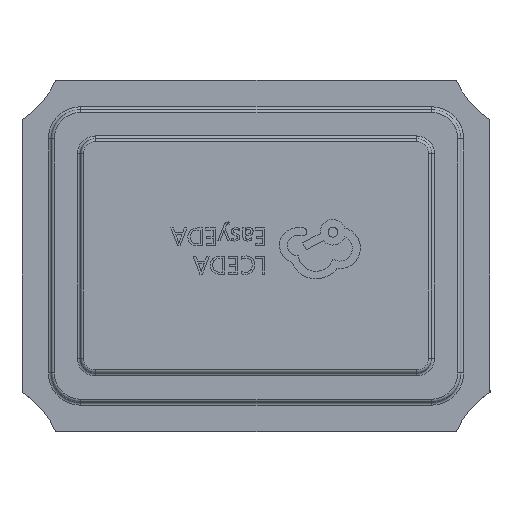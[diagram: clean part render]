
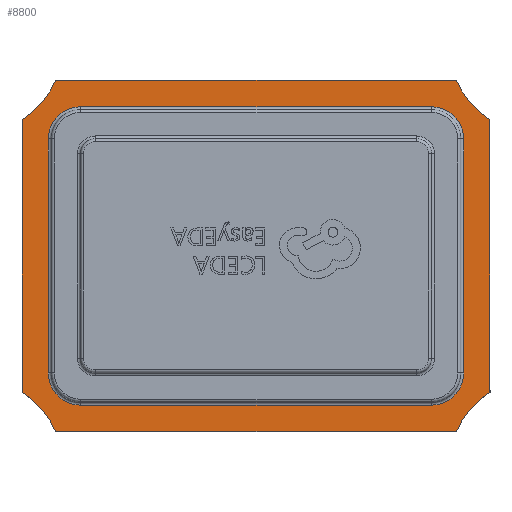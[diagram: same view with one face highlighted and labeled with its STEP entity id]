
A CAD part, top view. The second image highlights one B-rep face of the part: STEP entity #8800.
In plain terms, the highlighted planar face has unit normal (0, 0, 1).
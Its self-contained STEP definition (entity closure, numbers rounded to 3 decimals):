
#67 = AXIS2_PLACEMENT_3D ( 'NONE', #10648, #2070, #10738 ) ;
#213 = AXIS2_PLACEMENT_3D ( 'NONE', #11951, #3352, #14991 ) ;
#226 = VERTEX_POINT ( 'NONE', #9883 ) ;
#430 = CARTESIAN_POINT ( 'NONE',  ( 0., 0.51, 0. ) ) ;
#628 = FACE_BOUND ( 'NONE', #13608, .T. ) ;
#714 = VECTOR ( 'NONE', #11660, 1000. ) ;
#780 = CARTESIAN_POINT ( 'NONE',  ( -0.8, 0.6, 0. ) ) ;
#800 = ORIENTED_EDGE ( 'NONE', *, *, #10729, .T. ) ;
#877 = ORIENTED_EDGE ( 'NONE', *, *, #11781, .T. ) ;
#1147 = CARTESIAN_POINT ( 'NONE',  ( -0.71, -0.4, 0. ) ) ;
#1249 = VECTOR ( 'NONE', #9913, 1000. ) ;
#1259 = VECTOR ( 'NONE', #4140, 1000. ) ;
#1264 = AXIS2_PLACEMENT_3D ( 'NONE', #4836, #2176, #13816 ) ;
#1852 = DIRECTION ( 'NONE',  ( 1., 0., 0. ) ) ;
#1971 = ORIENTED_EDGE ( 'NONE', *, *, #5203, .T. ) ;
#2070 = DIRECTION ( 'NONE',  ( 0., 0., -1. ) ) ;
#2176 = DIRECTION ( 'NONE',  ( 0., 0., 1. ) ) ;
#2600 = CIRCLE ( 'NONE', #15595, 0.3 ) ;
#3277 = ORIENTED_EDGE ( 'NONE', *, *, #15204, .T. ) ;
#3352 = DIRECTION ( 'NONE',  ( 0., 0., 1. ) ) ;
#3395 = ORIENTED_EDGE ( 'NONE', *, *, #5148, .T. ) ;
#3427 = ORIENTED_EDGE ( 'NONE', *, *, #15413, .F. ) ;
#3550 = EDGE_CURVE ( 'NONE', #9085, #18547, #16222, .T. ) ;
#3646 = PLANE ( 'NONE',  #13962 ) ;
#4115 = CARTESIAN_POINT ( 'NONE',  ( 0.8, -0.466, 0. ) ) ;
#4140 = DIRECTION ( 'NONE',  ( -1., 0., 0. ) ) ;
#4424 = DIRECTION ( 'NONE',  ( 1., 0., 0. ) ) ;
#4520 = ORIENTED_EDGE ( 'NONE', *, *, #3550, .F. ) ;
#4539 = LINE ( 'NONE', #10276, #18574 ) ;
#4600 = CARTESIAN_POINT ( 'NONE',  ( -0.685, 0.6, 0. ) ) ;
#4836 = CARTESIAN_POINT ( 'NONE',  ( 0.96, -0.72, 0. ) ) ;
#4906 = CIRCLE ( 'NONE', #67, 0.11 ) ;
#4915 = ORIENTED_EDGE ( 'NONE', *, *, #17851, .T. ) ;
#5148 = EDGE_CURVE ( 'NONE', #11945, #9290, #11588, .T. ) ;
#5169 = DIRECTION ( 'NONE',  ( 0., 0., 1. ) ) ;
#5203 = EDGE_CURVE ( 'NONE', #226, #13343, #18087, .T. ) ;
#5277 = AXIS2_PLACEMENT_3D ( 'NONE', #13171, #7081, #18635 ) ;
#5280 = DIRECTION ( 'NONE',  ( 0., 0., -1. ) ) ;
#5971 = CARTESIAN_POINT ( 'NONE',  ( -0.8, 0.6, 0. ) ) ;
#6272 = ORIENTED_EDGE ( 'NONE', *, *, #9279, .T. ) ;
#6468 = LINE ( 'NONE', #8341, #18275 ) ;
#6788 = VERTEX_POINT ( 'NONE', #14806 ) ;
#7081 = DIRECTION ( 'NONE',  ( 0., 0., 1. ) ) ;
#7091 = ORIENTED_EDGE ( 'NONE', *, *, #11475, .T. ) ;
#7151 = EDGE_LOOP ( 'NONE', ( #4520, #6272, #7753, #3395, #3427, #3277, #13560, #7183 ) ) ;
#7183 = ORIENTED_EDGE ( 'NONE', *, *, #13262, .T. ) ;
#7753 = ORIENTED_EDGE ( 'NONE', *, *, #9844, .F. ) ;
#7914 = DIRECTION ( 'NONE',  ( 0., 0., -1. ) ) ;
#8341 = CARTESIAN_POINT ( 'NONE',  ( 0., -0.51, 0. ) ) ;
#8389 = CARTESIAN_POINT ( 'NONE',  ( 0.8, 0.6, 0. ) ) ;
#8404 = VERTEX_POINT ( 'NONE', #16916 ) ;
#8510 = VERTEX_POINT ( 'NONE', #12190 ) ;
#8800 = ADVANCED_FACE ( 'NONE', ( #628, #9492 ), #3646, .T. ) ;
#9085 = VERTEX_POINT ( 'NONE', #16772 ) ;
#9134 = ORIENTED_EDGE ( 'NONE', *, *, #16512, .T. ) ;
#9164 = CARTESIAN_POINT ( 'NONE',  ( -0.6, -0.51, 0. ) ) ;
#9261 = DIRECTION ( 'NONE',  ( 1., 0., 0. ) ) ;
#9279 = EDGE_CURVE ( 'NONE', #9085, #17578, #11561, .T. ) ;
#9290 = VERTEX_POINT ( 'NONE', #14677 ) ;
#9320 = VERTEX_POINT ( 'NONE', #9164 ) ;
#9339 = CARTESIAN_POINT ( 'NONE',  ( 0.6, 0.4, 0. ) ) ;
#9492 = FACE_OUTER_BOUND ( 'NONE', #7151, .T. ) ;
#9769 = CARTESIAN_POINT ( 'NONE',  ( -0.6, 0.4, 0. ) ) ;
#9844 = EDGE_CURVE ( 'NONE', #11945, #17578, #10072, .T. ) ;
#9883 = CARTESIAN_POINT ( 'NONE',  ( -0.6, 0.51, 0. ) ) ;
#9913 = DIRECTION ( 'NONE',  ( 0., 1., 0. ) ) ;
#9917 = CARTESIAN_POINT ( 'NONE',  ( 0.71, 0., 0. ) ) ;
#9929 = CARTESIAN_POINT ( 'NONE',  ( 0.8, 0.466, 0. ) ) ;
#10072 = CIRCLE ( 'NONE', #5277, 0.3 ) ;
#10077 = CARTESIAN_POINT ( 'NONE',  ( -0.8, -0.466, 0. ) ) ;
#10170 = DIRECTION ( 'NONE',  ( 0., 0., 1. ) ) ;
#10261 = CARTESIAN_POINT ( 'NONE',  ( 0.685, 0.6, 0. ) ) ;
#10276 = CARTESIAN_POINT ( 'NONE',  ( -0.71, 0., 0. ) ) ;
#10517 = AXIS2_PLACEMENT_3D ( 'NONE', #9769, #15481, #11407 ) ;
#10648 = CARTESIAN_POINT ( 'NONE',  ( -0.6, -0.4, 0. ) ) ;
#10729 = EDGE_CURVE ( 'NONE', #13343, #6788, #12858, .T. ) ;
#10738 = DIRECTION ( 'NONE',  ( 1., 0., 0. ) ) ;
#11023 = DIRECTION ( 'NONE',  ( 1., 0., 0. ) ) ;
#11407 = DIRECTION ( 'NONE',  ( 1., 0., 0. ) ) ;
#11475 = EDGE_CURVE ( 'NONE', #16912, #9320, #6468, .T. ) ;
#11478 = VERTEX_POINT ( 'NONE', #4115 ) ;
#11561 = LINE ( 'NONE', #5971, #714 ) ;
#11588 = LINE ( 'NONE', #14803, #15226 ) ;
#11660 = DIRECTION ( 'NONE',  ( 0., -1., 0. ) ) ;
#11687 = DIRECTION ( 'NONE',  ( -1., 0., 0. ) ) ;
#11781 = EDGE_CURVE ( 'NONE', #14014, #8404, #4539, .T. ) ;
#11891 = LINE ( 'NONE', #9917, #13433 ) ;
#11945 = VERTEX_POINT ( 'NONE', #16270 ) ;
#11951 = CARTESIAN_POINT ( 'NONE',  ( -0.96, 0.72, 0. ) ) ;
#12082 = EDGE_CURVE ( 'NONE', #14604, #14954, #2600, .T. ) ;
#12190 = CARTESIAN_POINT ( 'NONE',  ( 0.71, -0.4, 0. ) ) ;
#12329 = CARTESIAN_POINT ( 'NONE',  ( 0.6, -0.51, 0. ) ) ;
#12495 = DIRECTION ( 'NONE',  ( 1., 0., 0. ) ) ;
#12801 = VECTOR ( 'NONE', #12495, 1000. ) ;
#12858 = CIRCLE ( 'NONE', #14359, 0.11 ) ;
#13145 = ORIENTED_EDGE ( 'NONE', *, *, #15669, .T. ) ;
#13168 = CIRCLE ( 'NONE', #16190, 0.11 ) ;
#13171 = CARTESIAN_POINT ( 'NONE',  ( -0.96, -0.72, 0. ) ) ;
#13262 = EDGE_CURVE ( 'NONE', #14604, #18547, #17175, .T. ) ;
#13343 = VERTEX_POINT ( 'NONE', #15872 ) ;
#13433 = VECTOR ( 'NONE', #18633, 1000. ) ;
#13560 = ORIENTED_EDGE ( 'NONE', *, *, #12082, .F. ) ;
#13608 = EDGE_LOOP ( 'NONE', ( #13145, #877, #4915, #1971, #800, #14762, #9134, #7091 ) ) ;
#13816 = DIRECTION ( 'NONE',  ( 1., 0., 0. ) ) ;
#13962 = AXIS2_PLACEMENT_3D ( 'NONE', #15298, #5169, #18122 ) ;
#14014 = VERTEX_POINT ( 'NONE', #1147 ) ;
#14105 = LINE ( 'NONE', #8389, #1249 ) ;
#14359 = AXIS2_PLACEMENT_3D ( 'NONE', #9339, #7914, #9261 ) ;
#14604 = VERTEX_POINT ( 'NONE', #10261 ) ;
#14677 = CARTESIAN_POINT ( 'NONE',  ( 0.685, -0.6, 0. ) ) ;
#14762 = ORIENTED_EDGE ( 'NONE', *, *, #18325, .T. ) ;
#14803 = CARTESIAN_POINT ( 'NONE',  ( -0.8, -0.6, 0. ) ) ;
#14806 = CARTESIAN_POINT ( 'NONE',  ( 0.71, 0.4, 0. ) ) ;
#14954 = VERTEX_POINT ( 'NONE', #9929 ) ;
#14991 = DIRECTION ( 'NONE',  ( 1., 0., 0. ) ) ;
#15165 = CIRCLE ( 'NONE', #1264, 0.3 ) ;
#15204 = EDGE_CURVE ( 'NONE', #11478, #14954, #14105, .T. ) ;
#15226 = VECTOR ( 'NONE', #1852, 1000. ) ;
#15298 = CARTESIAN_POINT ( 'NONE',  ( 0., 0., 0. ) ) ;
#15413 = EDGE_CURVE ( 'NONE', #11478, #9290, #15165, .T. ) ;
#15481 = DIRECTION ( 'NONE',  ( 0., 0., -1. ) ) ;
#15595 = AXIS2_PLACEMENT_3D ( 'NONE', #15690, #10170, #4424 ) ;
#15664 = CIRCLE ( 'NONE', #10517, 0.11 ) ;
#15669 = EDGE_CURVE ( 'NONE', #9320, #14014, #4906, .T. ) ;
#15690 = CARTESIAN_POINT ( 'NONE',  ( 0.96, 0.72, 0. ) ) ;
#15808 = DIRECTION ( 'NONE',  ( 0., 1., 0. ) ) ;
#15872 = CARTESIAN_POINT ( 'NONE',  ( 0.6, 0.51, 0. ) ) ;
#16190 = AXIS2_PLACEMENT_3D ( 'NONE', #18225, #5280, #11023 ) ;
#16222 = CIRCLE ( 'NONE', #213, 0.3 ) ;
#16270 = CARTESIAN_POINT ( 'NONE',  ( -0.685, -0.6, 0. ) ) ;
#16512 = EDGE_CURVE ( 'NONE', #8510, #16912, #13168, .T. ) ;
#16772 = CARTESIAN_POINT ( 'NONE',  ( -0.8, 0.466, 0. ) ) ;
#16912 = VERTEX_POINT ( 'NONE', #12329 ) ;
#16916 = CARTESIAN_POINT ( 'NONE',  ( -0.71, 0.4, 0. ) ) ;
#17175 = LINE ( 'NONE', #780, #1259 ) ;
#17578 = VERTEX_POINT ( 'NONE', #10077 ) ;
#17851 = EDGE_CURVE ( 'NONE', #8404, #226, #15664, .T. ) ;
#18087 = LINE ( 'NONE', #430, #12801 ) ;
#18122 = DIRECTION ( 'NONE',  ( 1., 0., 0. ) ) ;
#18225 = CARTESIAN_POINT ( 'NONE',  ( 0.6, -0.4, 0. ) ) ;
#18275 = VECTOR ( 'NONE', #11687, 1000. ) ;
#18325 = EDGE_CURVE ( 'NONE', #6788, #8510, #11891, .T. ) ;
#18547 = VERTEX_POINT ( 'NONE', #4600 ) ;
#18574 = VECTOR ( 'NONE', #15808, 1000. ) ;
#18633 = DIRECTION ( 'NONE',  ( 0., -1., 0. ) ) ;
#18635 = DIRECTION ( 'NONE',  ( 1., 0., 0. ) ) ;
